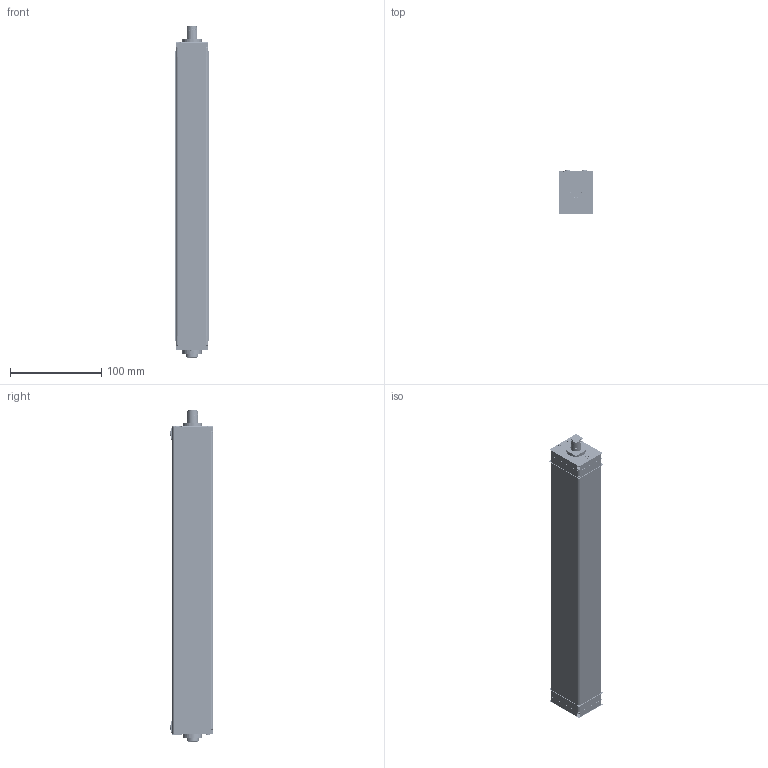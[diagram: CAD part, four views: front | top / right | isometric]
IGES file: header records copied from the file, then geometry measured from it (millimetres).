
Start section:  PTC IGES file: 193984.igs
Global section: file name: 193984.igs; native system: Creo Parametric by Parametric Technology Corporation; preprocessor: 2013230; author: pdmadmin; organization: Unknown; date: 20160309.144912; units: millimetre
Bounding box: 37.44 x 48.37 x 363.15 mm (x, y, z)
Volume: 271428.8 mm3; surface area: 1014962.5 mm2
Topology: 99 solids, 118 shells, 6898 faces, 36072 edges, 46265 vertices
Faces by surface type: bspline 3710, revolution 3188
